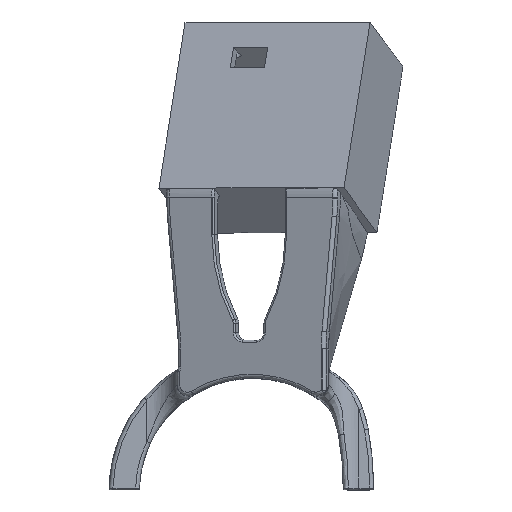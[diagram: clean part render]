
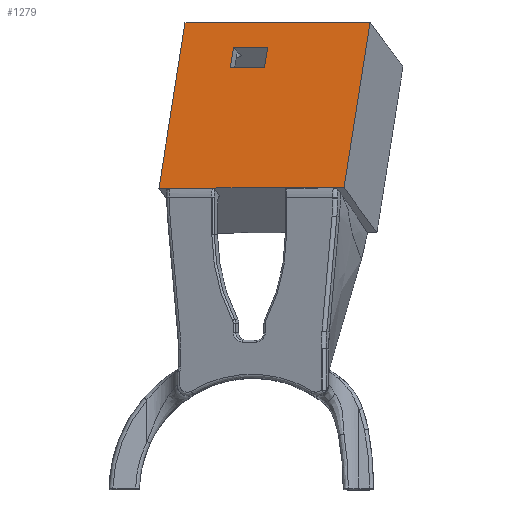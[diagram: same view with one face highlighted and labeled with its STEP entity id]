
A CAD part, top view. The second image highlights one B-rep face of the part: STEP entity #1279.
In plain terms, the highlighted planar face has unit normal (-0.31, 0.423, 0.852).
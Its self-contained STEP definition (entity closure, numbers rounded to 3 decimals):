
#173 = CARTESIAN_POINT ( 'NONE',  ( -65.329, 112.076, -26.099 ) ) ;
#885 = EDGE_LOOP ( 'NONE', ( #9340, #5038, #8248, #10416 ) ) ;
#914 = VECTOR ( 'NONE', #11197, 1000. ) ;
#1170 = DIRECTION ( 'NONE',  ( 0.142, 0.906, -0.398 ) ) ;
#1207 = LINE ( 'NONE', #11095, #3775 ) ;
#1279 = ADVANCED_FACE ( 'NONE', ( #7588, #11229 ), #3831, .T. ) ;
#1353 = EDGE_CURVE ( 'NONE', #2185, #5418, #8370, .T. ) ;
#1573 = EDGE_CURVE ( 'NONE', #10598, #4735, #5560, .T. ) ;
#1726 = VERTEX_POINT ( 'NONE', #4946 ) ;
#1755 = ORIENTED_EDGE ( 'NONE', *, *, #2507, .F. ) ;
#1930 = EDGE_CURVE ( 'NONE', #3971, #2435, #11396, .T. ) ;
#2079 = CARTESIAN_POINT ( 'NONE',  ( -17.934, 123.958, -14.745 ) ) ;
#2134 = EDGE_CURVE ( 'NONE', #5418, #10598, #7390, .T. ) ;
#2185 = VERTEX_POINT ( 'NONE', #7446 ) ;
#2242 = CARTESIAN_POINT ( 'NONE',  ( -5.122, 117.441, -6.848 ) ) ;
#2435 = VERTEX_POINT ( 'NONE', #11506 ) ;
#2507 = EDGE_CURVE ( 'NONE', #2435, #3854, #4849, .T. ) ;
#2553 = ORIENTED_EDGE ( 'NONE', *, *, #11255, .F. ) ;
#3083 = EDGE_CURVE ( 'NONE', #4735, #2185, #5215, .T. ) ;
#3125 = DIRECTION ( 'NONE',  ( 0.94, -0.001, 0.343 ) ) ;
#3173 = CARTESIAN_POINT ( 'NONE',  ( -17.92, 124.049, -14.785 ) ) ;
#3221 = CARTESIAN_POINT ( 'NONE',  ( -11.154, 79.928, 9.572 ) ) ;
#3525 = VECTOR ( 'NONE', #9910, 1000. ) ;
#3565 = VECTOR ( 'NONE', #6760, 1000. ) ;
#3775 = VECTOR ( 'NONE', #5666, 1000. ) ;
#3831 = PLANE ( 'NONE',  #4506 ) ;
#3854 = VERTEX_POINT ( 'NONE', #9773 ) ;
#3971 = VERTEX_POINT ( 'NONE', #2242 ) ;
#4406 = ORIENTED_EDGE ( 'NONE', *, *, #1930, .F. ) ;
#4506 = AXIS2_PLACEMENT_3D ( 'NONE', #8423, #9374, #6573 ) ;
#4735 = VERTEX_POINT ( 'NONE', #10950 ) ;
#4849 = LINE ( 'NONE', #173, #7375 ) ;
#4946 = CARTESIAN_POINT ( 'NONE',  ( 3.91, 117.43, -3.555 ) ) ;
#5038 = ORIENTED_EDGE ( 'NONE', *, *, #2134, .F. ) ;
#5215 = LINE ( 'NONE', #6891, #3565 ) ;
#5418 = VERTEX_POINT ( 'NONE', #9494 ) ;
#5560 = LINE ( 'NONE', #8955, #6603 ) ;
#5608 = CARTESIAN_POINT ( 'NONE',  ( 30.948, 124.071, 2.991 ) ) ;
#5666 = DIRECTION ( 'NONE',  ( 0.146, 0.906, -0.397 ) ) ;
#6218 = VECTOR ( 'NONE', #1170, 1000. ) ;
#6390 = DIRECTION ( 'NONE',  ( -0.142, -0.906, 0.398 ) ) ;
#6573 = DIRECTION ( 'NONE',  ( 0.806, 0.591, 0. ) ) ;
#6603 = VECTOR ( 'NONE', #6390, 1000. ) ;
#6760 = DIRECTION ( 'NONE',  ( -0.94, -0.002, -0.341 ) ) ;
#6891 = CARTESIAN_POINT ( 'NONE',  ( -24.808, 80.176, 4.479 ) ) ;
#7044 = ORIENTED_EDGE ( 'NONE', *, *, #11048, .F. ) ;
#7188 = VECTOR ( 'NONE', #10504, 1000. ) ;
#7375 = VECTOR ( 'NONE', #3125, 1000. ) ;
#7390 = LINE ( 'NONE', #2079, #914 ) ;
#7446 = CARTESIAN_POINT ( 'NONE',  ( -24.808, 80.176, 4.479 ) ) ;
#7588 = FACE_BOUND ( 'NONE', #10034, .T. ) ;
#7638 = LINE ( 'NONE', #8889, #3525 ) ;
#8248 = ORIENTED_EDGE ( 'NONE', *, *, #1353, .F. ) ;
#8370 = LINE ( 'NONE', #3173, #6218 ) ;
#8423 = CARTESIAN_POINT ( 'NONE',  ( -70.486, 80., -12.059 ) ) ;
#8889 = CARTESIAN_POINT ( 'NONE',  ( -64.454, 117.514, -28.479 ) ) ;
#8955 = CARTESIAN_POINT ( 'NONE',  ( 30.962, 124.162, 2.951 ) ) ;
#9340 = ORIENTED_EDGE ( 'NONE', *, *, #1573, .F. ) ;
#9374 = DIRECTION ( 'NONE',  ( -0.31, 0.423, 0.852 ) ) ;
#9494 = CARTESIAN_POINT ( 'NONE',  ( -17.934, 123.958, -14.745 ) ) ;
#9773 = CARTESIAN_POINT ( 'NONE',  ( 3.036, 111.993, -1.175 ) ) ;
#9910 = DIRECTION ( 'NONE',  ( -0.94, 0.001, -0.343 ) ) ;
#10034 = EDGE_LOOP ( 'NONE', ( #7044, #2553, #1755, #4406 ) ) ;
#10416 = ORIENTED_EDGE ( 'NONE', *, *, #3083, .F. ) ;
#10504 = DIRECTION ( 'NONE',  ( -0.146, -0.906, 0.397 ) ) ;
#10598 = VERTEX_POINT ( 'NONE', #5608 ) ;
#10950 = CARTESIAN_POINT ( 'NONE',  ( 24.074, 80.29, 22.215 ) ) ;
#11048 = EDGE_CURVE ( 'NONE', #1726, #3971, #7638, .T. ) ;
#11095 = CARTESIAN_POINT ( 'NONE',  ( -2.122, 79.917, 12.865 ) ) ;
#11197 = DIRECTION ( 'NONE',  ( 0.94, 0.002, 0.341 ) ) ;
#11229 = FACE_OUTER_BOUND ( 'NONE', #885, .T. ) ;
#11255 = EDGE_CURVE ( 'NONE', #3854, #1726, #1207, .T. ) ;
#11396 = LINE ( 'NONE', #3221, #7188 ) ;
#11506 = CARTESIAN_POINT ( 'NONE',  ( -5.996, 112.004, -4.467 ) ) ;
